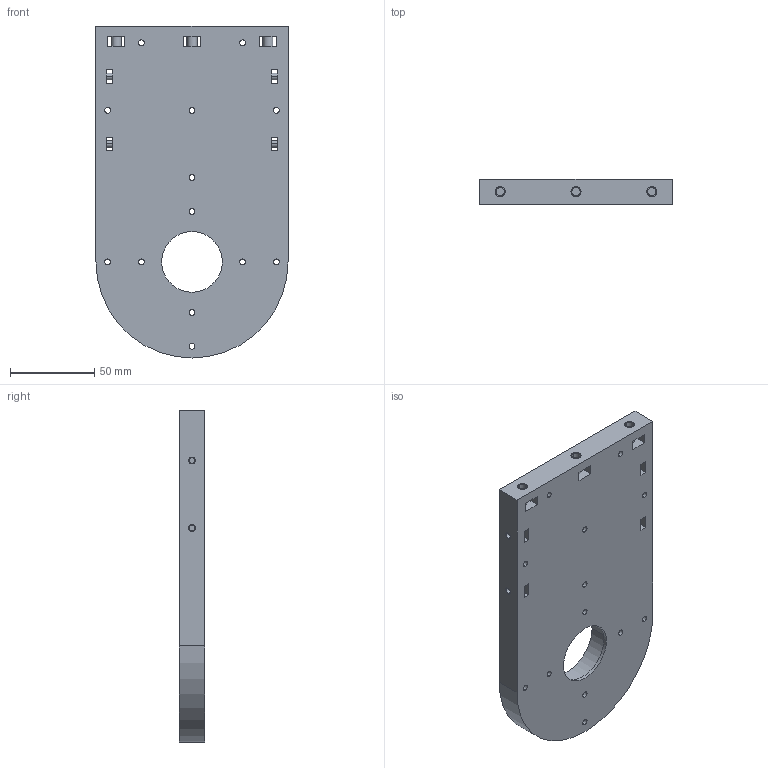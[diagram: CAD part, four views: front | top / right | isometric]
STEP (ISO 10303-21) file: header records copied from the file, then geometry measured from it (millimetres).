
FILE_DESCRIPTION((''),'2;1');
FILE_NAME('SHOULDER_SHAFT_BOX_UPPER_SOLID','2024-08-28T09:17:10',('Ghasto'),(''),'CREO PARAMETRIC BY PTC INC, 2019164','CREO PARAMETRIC BY PTC INC, 2019164','');
FILE_SCHEMA(('CONFIG_CONTROL_DESIGN'));
Length unit declared in the file: millimetre
Products named in the file (1): SHOULDER_SHAFT_BOX_UPPER_SOLID
Bounding box: 114 x 15 x 197 mm (x, y, z)
Volume: 287777.3 mm3; surface area: 58600.7 mm2
Topology: 1 solids, 8 shells, 121 faces, 326 edges, 222 vertices
Faces by surface type: cylinder 73, plane 48
Entity records: 4030 total; most frequent: DIRECTION 730, CARTESIAN_POINT 670, ORIENTED_EDGE 624, EDGE_CURVE 326, AXIS2_PLACEMENT_3D 282, VERTEX_POINT 222, EDGE_LOOP 192, VECTOR 166
